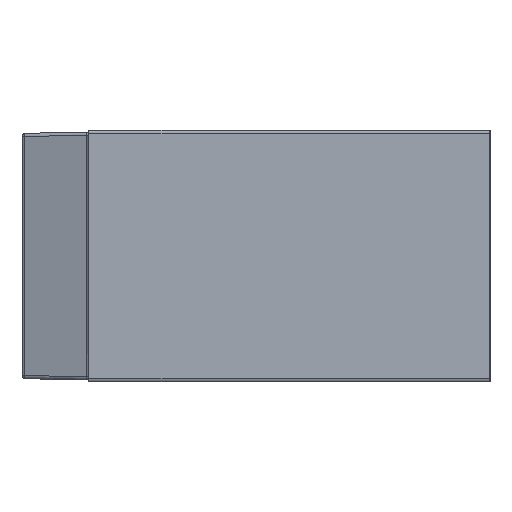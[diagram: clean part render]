
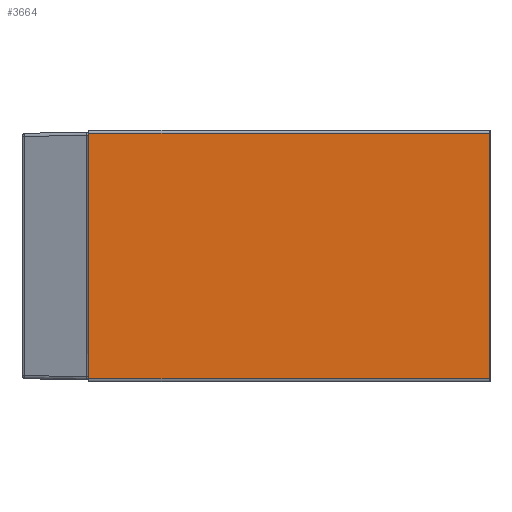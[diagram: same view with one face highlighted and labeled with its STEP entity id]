
A CAD part, left-side view. The second image highlights one B-rep face of the part: STEP entity #3664.
In plain terms, the highlighted planar face has unit normal (-1, 0, 0).
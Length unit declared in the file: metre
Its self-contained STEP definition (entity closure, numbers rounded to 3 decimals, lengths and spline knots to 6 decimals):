
#381=LINE('',#6959,#625);
#396=LINE('',#7008,#640);
#397=LINE('',#7010,#641);
#398=LINE('',#7014,#642);
#399=LINE('',#7016,#643);
#400=LINE('',#7018,#644);
#625=VECTOR('',#5064,1.);
#640=VECTOR('',#5119,1.);
#641=VECTOR('',#5120,1.);
#642=VECTOR('',#5125,1.);
#643=VECTOR('',#5126,1.);
#644=VECTOR('',#5127,1.);
#701=PLANE('',#4080);
#1836=ORIENTED_EDGE('',*,*,#2387,.T.);
#1837=ORIENTED_EDGE('',*,*,#2388,.F.);
#1838=ORIENTED_EDGE('',*,*,#2389,.T.);
#1839=ORIENTED_EDGE('',*,*,#2385,.T.);
#1840=ORIENTED_EDGE('',*,*,#2384,.F.);
#1841=ORIENTED_EDGE('',*,*,#2365,.F.);
#2365=EDGE_CURVE('',#2677,#2678,#381,.T.);
#2384=EDGE_CURVE('',#2678,#2692,#396,.T.);
#2385=EDGE_CURVE('',#2693,#2692,#397,.T.);
#2387=EDGE_CURVE('',#2677,#2694,#398,.T.);
#2388=EDGE_CURVE('',#2695,#2694,#399,.T.);
#2389=EDGE_CURVE('',#2695,#2693,#400,.T.);
#2677=VERTEX_POINT('',#6958);
#2678=VERTEX_POINT('',#6960);
#2692=VERTEX_POINT('',#7009);
#2693=VERTEX_POINT('',#7011);
#2694=VERTEX_POINT('',#7015);
#2695=VERTEX_POINT('',#7017);
#3144=EDGE_LOOP('',(#1836,#1837,#1838,#1839,#1840,#1841));
#3394=FACE_BOUND('',#3144,.T.);
#3664=ADVANCED_FACE('',(#3394),#701,.F.);
#4080=AXIS2_PLACEMENT_3D('',#7013,#5123,#5124);
#5064=DIRECTION('',(0.,0.,1.));
#5119=DIRECTION('',(0.,-1.,0.));
#5120=DIRECTION('',(0.,1.,0.));
#5123=DIRECTION('',(1.,0.,0.));
#5124=DIRECTION('',(0.,0.,-1.));
#5125=DIRECTION('',(0.,-1.,0.));
#5126=DIRECTION('',(0.,1.,0.));
#5127=DIRECTION('',(0.,0.,1.));
#6958=CARTESIAN_POINT('',(-0.015994,0.001854,-0.003884));
#6959=CARTESIAN_POINT('',(-0.015994,0.001854,0.003919));
#6960=CARTESIAN_POINT('',(-0.015994,0.001854,0.003884));
#7008=CARTESIAN_POINT('',(-0.015994,0.001854,0.003884));
#7009=CARTESIAN_POINT('',(-0.015994,-0.001864,0.003884));
#7010=CARTESIAN_POINT('',(-0.015994,-0.010846,0.003884));
#7011=CARTESIAN_POINT('',(-0.015994,-0.010846,0.003884));
#7013=CARTESIAN_POINT('',(-0.015994,0.001854,0.003919));
#7014=CARTESIAN_POINT('',(-0.015994,0.001854,-0.003884));
#7015=CARTESIAN_POINT('',(-0.015994,-0.001864,-0.003884));
#7016=CARTESIAN_POINT('',(-0.015994,-0.010846,-0.003884));
#7017=CARTESIAN_POINT('',(-0.015994,-0.010846,-0.003884));
#7018=CARTESIAN_POINT('',(-0.015994,-0.010846,0.003919));
